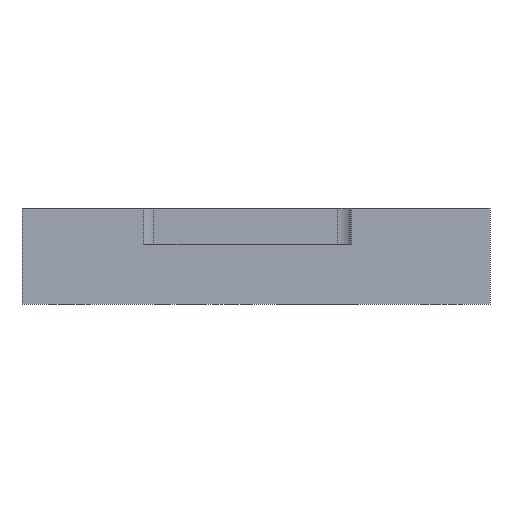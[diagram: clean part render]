
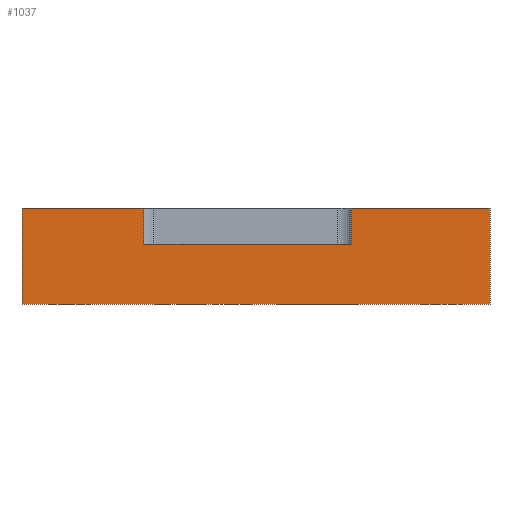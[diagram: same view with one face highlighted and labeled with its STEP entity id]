
A CAD part, front view. The second image highlights one B-rep face of the part: STEP entity #1037.
In plain terms, the highlighted planar face has unit normal (0, -1, 0).
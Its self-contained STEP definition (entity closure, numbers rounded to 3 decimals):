
#198=ORIENTED_EDGE('',*,*,#474,.F.);
#199=ORIENTED_EDGE('',*,*,#486,.T.);
#200=ORIENTED_EDGE('',*,*,#487,.F.);
#201=ORIENTED_EDGE('',*,*,#488,.F.);
#202=ORIENTED_EDGE('',*,*,#421,.T.);
#203=ORIENTED_EDGE('',*,*,#489,.T.);
#204=ORIENTED_EDGE('',*,*,#490,.F.);
#205=ORIENTED_EDGE('',*,*,#491,.F.);
#421=EDGE_CURVE('',#565,#566,#670,.T.);
#474=EDGE_CURVE('',#618,#619,#684,.T.);
#486=EDGE_CURVE('',#618,#630,#688,.T.);
#487=EDGE_CURVE('',#631,#630,#689,.T.);
#488=EDGE_CURVE('',#565,#631,#690,.T.);
#489=EDGE_CURVE('',#566,#632,#691,.T.);
#490=EDGE_CURVE('',#633,#632,#692,.T.);
#491=EDGE_CURVE('',#619,#633,#693,.T.);
#565=VERTEX_POINT('',#1573);
#566=VERTEX_POINT('',#1574);
#618=VERTEX_POINT('',#1679);
#619=VERTEX_POINT('',#1681);
#630=VERTEX_POINT('',#1705);
#631=VERTEX_POINT('',#1707);
#632=VERTEX_POINT('',#1710);
#633=VERTEX_POINT('',#1712);
#670=LINE('',#1572,#738);
#684=LINE('',#1680,#752);
#688=LINE('',#1704,#756);
#689=LINE('',#1706,#757);
#690=LINE('',#1708,#758);
#691=LINE('',#1709,#759);
#692=LINE('',#1711,#760);
#693=LINE('',#1713,#761);
#738=VECTOR('',#1240,1000.);
#752=VECTOR('',#1334,1000.);
#756=VECTOR('',#1356,1000.);
#757=VECTOR('',#1357,1000.);
#758=VECTOR('',#1358,1000.);
#759=VECTOR('',#1359,1000.);
#760=VECTOR('',#1360,1000.);
#761=VECTOR('',#1361,1000.);
#837=EDGE_LOOP('',(#198,#199,#200,#201,#202,#203,#204,#205));
#942=FACE_BOUND('',#837,.T.);
#1018=PLANE('',#1153);
#1037=ADVANCED_FACE('',(#942),#1018,.T.);
#1153=AXIS2_PLACEMENT_3D('',#1703,#1354,#1355);
#1240=DIRECTION('',(1.,0.,0.));
#1334=DIRECTION('',(1.,0.,0.));
#1354=DIRECTION('',(0.,-1.,0.));
#1355=DIRECTION('',(1.,0.,0.));
#1356=DIRECTION('',(0.,0.,1.));
#1357=DIRECTION('',(1.,0.,0.));
#1358=DIRECTION('',(0.,0.,1.));
#1359=DIRECTION('',(0.,0.,1.));
#1360=DIRECTION('',(1.,0.,0.));
#1361=DIRECTION('',(0.,0.,1.));
#1572=CARTESIAN_POINT('',(49.,-4.,-8.));
#1573=CARTESIAN_POINT('',(49.,-4.,-8.));
#1574=CARTESIAN_POINT('',(88.,-4.,-8.));
#1679=CARTESIAN_POINT('',(59.165,-4.,-3.));
#1680=CARTESIAN_POINT('',(59.165,-4.,-3.));
#1681=CARTESIAN_POINT('',(76.425,-4.,-3.));
#1703=CARTESIAN_POINT('',(49.,-4.,-8.));
#1704=CARTESIAN_POINT('',(59.165,-4.,-3.));
#1705=CARTESIAN_POINT('',(59.165,-4.,0.));
#1706=CARTESIAN_POINT('',(49.,-4.,0.));
#1707=CARTESIAN_POINT('',(49.,-4.,0.));
#1708=CARTESIAN_POINT('',(49.,-4.,-8.));
#1709=CARTESIAN_POINT('',(88.,-4.,-8.));
#1710=CARTESIAN_POINT('',(88.,-4.,0.));
#1711=CARTESIAN_POINT('',(49.,-4.,0.));
#1712=CARTESIAN_POINT('',(76.425,-4.,0.));
#1713=CARTESIAN_POINT('',(76.425,-4.,-3.));
